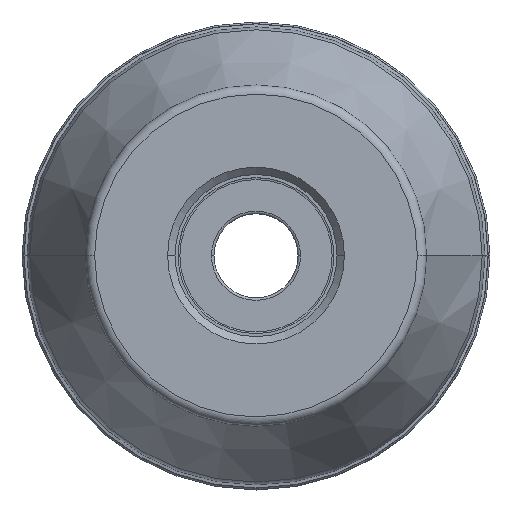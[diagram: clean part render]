
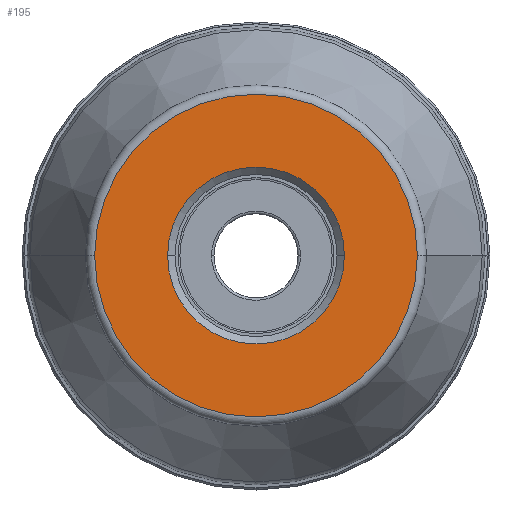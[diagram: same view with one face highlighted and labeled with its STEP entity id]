
A CAD part, top view. The second image highlights one B-rep face of the part: STEP entity #195.
In plain terms, the highlighted planar face has unit normal (0, 0, 1).
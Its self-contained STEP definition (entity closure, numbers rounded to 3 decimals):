
#28=PLANE('',#1878);
#34=FACE_BOUND('',#393,.T.);
#35=FACE_BOUND('',#394,.T.);
#195=ADVANCED_FACE('',(#34,#35),#28,.F.);
#393=EDGE_LOOP('',(#673,#674,#675,#676));
#394=EDGE_LOOP('',(#677,#678,#679,#680));
#673=ORIENTED_EDGE('',*,*,#1183,.F.);
#674=ORIENTED_EDGE('',*,*,#1181,.F.);
#675=ORIENTED_EDGE('',*,*,#1180,.T.);
#676=ORIENTED_EDGE('',*,*,#1184,.T.);
#677=ORIENTED_EDGE('',*,*,#1185,.T.);
#678=ORIENTED_EDGE('',*,*,#1186,.T.);
#679=ORIENTED_EDGE('',*,*,#1187,.T.);
#680=ORIENTED_EDGE('',*,*,#1188,.T.);
#980=VERTEX_POINT('',#3608);
#981=VERTEX_POINT('',#3610);
#982=VERTEX_POINT('',#3612);
#983=VERTEX_POINT('',#3616);
#984=VERTEX_POINT('',#3620);
#985=VERTEX_POINT('',#3621);
#986=VERTEX_POINT('',#3623);
#987=VERTEX_POINT('',#3625);
#1180=EDGE_CURVE('',#981,#980,#1425,.T.);
#1181=EDGE_CURVE('',#981,#982,#1426,.T.);
#1183=EDGE_CURVE('',#982,#983,#1428,.T.);
#1184=EDGE_CURVE('',#980,#983,#1429,.T.);
#1185=EDGE_CURVE('',#984,#985,#1430,.T.);
#1186=EDGE_CURVE('',#985,#986,#1431,.T.);
#1187=EDGE_CURVE('',#986,#987,#1432,.T.);
#1188=EDGE_CURVE('',#987,#984,#1433,.T.);
#1425=CIRCLE('',#1867,26.281);
#1426=CIRCLE('',#1868,26.281);
#1428=CIRCLE('',#1871,26.281);
#1429=CIRCLE('',#1872,26.281);
#1430=CIRCLE('',#1874,14.4);
#1431=CIRCLE('',#1875,14.4);
#1432=CIRCLE('',#1876,14.4);
#1433=CIRCLE('',#1877,14.4);
#1867=AXIS2_PLACEMENT_3D('',#3609,#2300,#2301);
#1868=AXIS2_PLACEMENT_3D('',#3611,#2302,#2303);
#1871=AXIS2_PLACEMENT_3D('',#3615,#2308,#2309);
#1872=AXIS2_PLACEMENT_3D('',#3617,#2310,#2311);
#1874=AXIS2_PLACEMENT_3D('',#3619,#2314,#2315);
#1875=AXIS2_PLACEMENT_3D('',#3622,#2316,#2317);
#1876=AXIS2_PLACEMENT_3D('',#3624,#2318,#2319);
#1877=AXIS2_PLACEMENT_3D('',#3626,#2320,#2321);
#1878=AXIS2_PLACEMENT_3D('',#3627,#2322,#2323);
#2300=DIRECTION('',(0.,0.,1.));
#2301=DIRECTION('',(1.,0.,0.));
#2302=DIRECTION('',(0.,0.,-1.));
#2303=DIRECTION('',(-1.,0.,0.));
#2308=DIRECTION('',(0.,0.,-1.));
#2309=DIRECTION('',(-1.,0.,0.));
#2310=DIRECTION('',(0.,0.,1.));
#2311=DIRECTION('',(1.,0.,0.));
#2314=DIRECTION('',(0.,0.,-1.));
#2315=DIRECTION('',(0.,-1.,0.));
#2316=DIRECTION('',(0.,0.,-1.));
#2317=DIRECTION('',(-1.,0.,0.));
#2318=DIRECTION('',(0.,0.,-1.));
#2319=DIRECTION('',(0.,1.,0.));
#2320=DIRECTION('',(0.,0.,-1.));
#2321=DIRECTION('',(1.,0.,0.));
#2322=DIRECTION('',(0.,0.,-1.));
#2323=DIRECTION('',(1.,0.,0.));
#3608=CARTESIAN_POINT('',(26.281,0.,0.));
#3609=CARTESIAN_POINT('',(0.,0.,0.));
#3610=CARTESIAN_POINT('',(26.281,-0.021,0.));
#3611=CARTESIAN_POINT('',(0.,0.,0.));
#3612=CARTESIAN_POINT('',(-26.281,0.,0.));
#3615=CARTESIAN_POINT('',(0.,0.,0.));
#3616=CARTESIAN_POINT('',(-26.281,0.021,0.));
#3617=CARTESIAN_POINT('',(0.,0.,0.));
#3619=CARTESIAN_POINT('',(0.,0.,0.));
#3620=CARTESIAN_POINT('',(0.,-14.4,0.));
#3621=CARTESIAN_POINT('',(-14.4,0.,0.));
#3622=CARTESIAN_POINT('',(0.,0.,0.));
#3623=CARTESIAN_POINT('',(0.,14.4,0.));
#3624=CARTESIAN_POINT('',(0.,0.,0.));
#3625=CARTESIAN_POINT('',(14.4,0.,0.));
#3626=CARTESIAN_POINT('',(0.,0.,0.));
#3627=CARTESIAN_POINT('',(0.,0.,0.));
